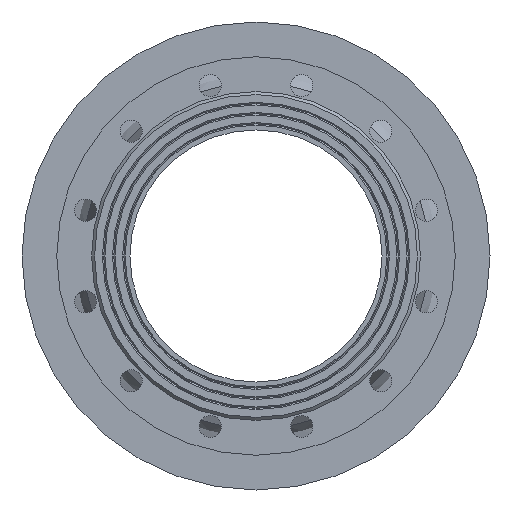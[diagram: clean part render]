
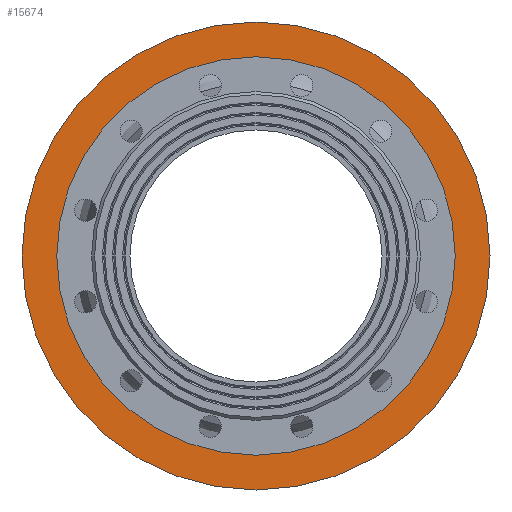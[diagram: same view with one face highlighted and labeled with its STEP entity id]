
A CAD part, front view. The second image highlights one B-rep face of the part: STEP entity #15674.
In plain terms, the highlighted planar face has unit normal (0, -1, 0).
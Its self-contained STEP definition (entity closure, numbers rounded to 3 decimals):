
#15647=CARTESIAN_POINT('',(-211.645,170.,0.0));
#15648=DIRECTION('',(0.0,-1.0,0.0));
#15649=DIRECTION('',(0.0,0.0,-1.0));
#15650=AXIS2_PLACEMENT_3D('',#15647,#15648,#15649);
#15651=PLANE('',#15650);
#15652=CARTESIAN_POINT('',(-232.,170.,0.0));
#15653=VERTEX_POINT('',#15652);
#15654=CARTESIAN_POINT('',(0.0,170.0,0.0));
#15655=DIRECTION('',(0.0,1.0,0.0));
#15656=DIRECTION('',(-1.0,0.0,0.0));
#15657=AXIS2_PLACEMENT_3D('',#15654,#15655,#15656);
#15658=CIRCLE('',#15657,232.);
#15659=EDGE_CURVE('',#15653,#15653,#15658,.T.);
#15660=ORIENTED_EDGE('',*,*,#15659,.F.);
#15661=EDGE_LOOP('',(#15660));
#15662=FACE_OUTER_BOUND('',#15661,.T.);
#15663=CARTESIAN_POINT('',(-191.29,170.,0.0));
#15664=VERTEX_POINT('',#15663);
#15665=CARTESIAN_POINT('',(0.0,170.,0.0));
#15666=DIRECTION('',(0.0,1.0,0.0));
#15667=DIRECTION('',(-1.0,0.0,0.0));
#15668=AXIS2_PLACEMENT_3D('',#15665,#15666,#15667);
#15669=CIRCLE('',#15668,191.29);
#15670=EDGE_CURVE('',#15664,#15664,#15669,.T.);
#15671=ORIENTED_EDGE('',*,*,#15670,.T.);
#15672=EDGE_LOOP('',(#15671));
#15673=FACE_BOUND('',#15672,.T.);
#15674=ADVANCED_FACE('',(#15662,#15673),#15651,.T.);
